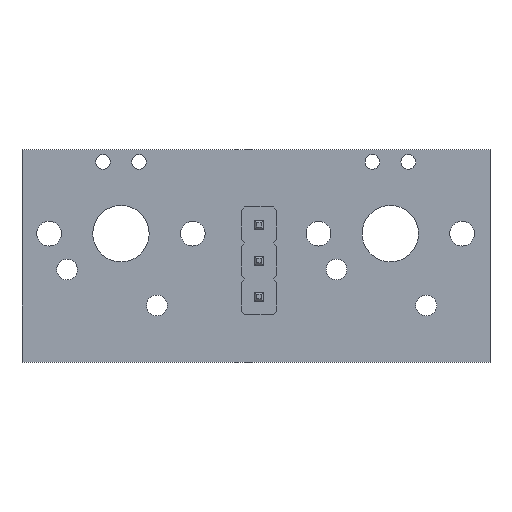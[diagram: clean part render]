
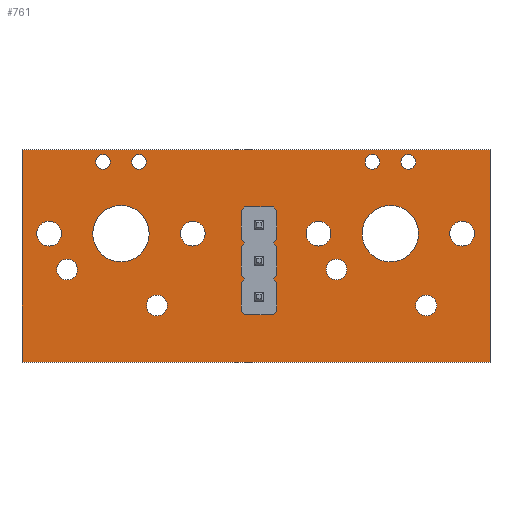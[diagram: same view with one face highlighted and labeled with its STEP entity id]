
A CAD part, top view. The second image highlights one B-rep face of the part: STEP entity #761.
In plain terms, the highlighted planar face has unit normal (0, 0, 1).
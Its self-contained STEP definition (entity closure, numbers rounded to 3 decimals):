
#81 = VERTEX_POINT('',#82);
#82 = CARTESIAN_POINT('',(181.,-99.,0.));
#99 = VERTEX_POINT('',#100);
#100 = CARTESIAN_POINT('',(181.,-114.,0.));
#106 = EDGE_CURVE('',#81,#99,#107,.T.);
#107 = LINE('',#108,#109);
#108 = CARTESIAN_POINT('',(181.,-99.,0.));
#109 = VECTOR('',#110,1.);
#110 = DIRECTION('',(0.,-1.,0.));
#130 = VERTEX_POINT('',#131);
#131 = CARTESIAN_POINT('',(214.1,-99.,0.));
#137 = EDGE_CURVE('',#81,#130,#138,.T.);
#138 = LINE('',#139,#140);
#139 = CARTESIAN_POINT('',(181.,-99.,0.));
#140 = VECTOR('',#141,1.);
#141 = DIRECTION('',(1.,0.,0.));
#152 = VERTEX_POINT('',#153);
#153 = CARTESIAN_POINT('',(214.1,-114.,0.));
#168 = EDGE_CURVE('',#152,#99,#169,.T.);
#169 = LINE('',#170,#171);
#170 = CARTESIAN_POINT('',(214.1,-114.,0.));
#171 = VECTOR('',#172,1.);
#172 = DIRECTION('',(-1.,0.,0.));
#190 = EDGE_CURVE('',#152,#130,#191,.T.);
#191 = LINE('',#192,#193);
#192 = CARTESIAN_POINT('',(214.1,-114.,0.));
#193 = VECTOR('',#194,1.);
#194 = DIRECTION('',(0.,1.,0.));
#205 = VERTEX_POINT('',#206);
#206 = CARTESIAN_POINT('',(206.3,-99.84,0.));
#222 = EDGE_CURVE('',#205,#205,#223,.T.);
#223 = CIRCLE('',#224,0.52);
#224 = AXIS2_PLACEMENT_3D('',#225,#226,#227);
#225 = CARTESIAN_POINT('',(205.78,-99.84,0.));
#226 = DIRECTION('',(0.,0.,1.));
#227 = DIRECTION('',(1.,0.,-0.));
#238 = VERTEX_POINT('',#239);
#239 = CARTESIAN_POINT('',(208.84,-99.84,0.));
#255 = EDGE_CURVE('',#238,#238,#256,.T.);
#256 = CIRCLE('',#257,0.52);
#257 = AXIS2_PLACEMENT_3D('',#258,#259,#260);
#258 = CARTESIAN_POINT('',(208.32,-99.84,0.));
#259 = DIRECTION('',(0.,0.,1.));
#260 = DIRECTION('',(1.,0.,-0.));
#271 = VERTEX_POINT('',#272);
#272 = CARTESIAN_POINT('',(209.044,-104.92,0.));
#288 = EDGE_CURVE('',#271,#271,#289,.T.);
#289 = CIRCLE('',#290,1.994);
#290 = AXIS2_PLACEMENT_3D('',#291,#292,#293);
#291 = CARTESIAN_POINT('',(207.05,-104.92,0.));
#292 = DIRECTION('',(0.,0.,1.));
#293 = DIRECTION('',(1.,0.,-0.));
#304 = VERTEX_POINT('',#305);
#305 = CARTESIAN_POINT('',(210.325,-110.,0.));
#321 = EDGE_CURVE('',#304,#304,#322,.T.);
#322 = CIRCLE('',#323,0.735);
#323 = AXIS2_PLACEMENT_3D('',#324,#325,#326);
#324 = CARTESIAN_POINT('',(209.59,-110.,0.));
#325 = DIRECTION('',(0.,0.,1.));
#326 = DIRECTION('',(1.,0.,-0.));
#337 = VERTEX_POINT('',#338);
#338 = CARTESIAN_POINT('',(198.26,-109.39,0.));
#354 = EDGE_CURVE('',#337,#337,#355,.T.);
#355 = CIRCLE('',#356,0.5);
#356 = AXIS2_PLACEMENT_3D('',#357,#358,#359);
#357 = CARTESIAN_POINT('',(197.76,-109.39,0.));
#358 = DIRECTION('',(0.,0.,1.));
#359 = DIRECTION('',(1.,0.,-0.));
#370 = VERTEX_POINT('',#371);
#371 = CARTESIAN_POINT('',(198.26,-106.85,0.));
#387 = EDGE_CURVE('',#370,#370,#388,.T.);
#388 = CIRCLE('',#389,0.5);
#389 = AXIS2_PLACEMENT_3D('',#390,#391,#392);
#390 = CARTESIAN_POINT('',(197.76,-106.85,0.));
#391 = DIRECTION('',(0.,0.,1.));
#392 = DIRECTION('',(1.,0.,-0.));
#403 = VERTEX_POINT('',#404);
#404 = CARTESIAN_POINT('',(203.975,-107.46,0.));
#420 = EDGE_CURVE('',#403,#403,#421,.T.);
#421 = CIRCLE('',#422,0.735);
#422 = AXIS2_PLACEMENT_3D('',#423,#424,#425);
#423 = CARTESIAN_POINT('',(203.24,-107.46,0.));
#424 = DIRECTION('',(0.,0.,1.));
#425 = DIRECTION('',(1.,0.,-0.));
#436 = VERTEX_POINT('',#437);
#437 = CARTESIAN_POINT('',(202.845,-104.92,0.));
#453 = EDGE_CURVE('',#436,#436,#454,.T.);
#454 = CIRCLE('',#455,0.875);
#455 = AXIS2_PLACEMENT_3D('',#456,#457,#458);
#456 = CARTESIAN_POINT('',(201.97,-104.92,0.));
#457 = DIRECTION('',(0.,0.,1.));
#458 = DIRECTION('',(1.,0.,-0.));
#469 = VERTEX_POINT('',#470);
#470 = CARTESIAN_POINT('',(198.26,-104.31,0.));
#486 = EDGE_CURVE('',#469,#469,#487,.T.);
#487 = CIRCLE('',#488,0.5);
#488 = AXIS2_PLACEMENT_3D('',#489,#490,#491);
#489 = CARTESIAN_POINT('',(197.76,-104.31,0.));
#490 = DIRECTION('',(0.,0.,1.));
#491 = DIRECTION('',(1.,0.,-0.));
#502 = VERTEX_POINT('',#503);
#503 = CARTESIAN_POINT('',(193.955,-104.92,0.));
#519 = EDGE_CURVE('',#502,#502,#520,.T.);
#520 = CIRCLE('',#521,0.875);
#521 = AXIS2_PLACEMENT_3D('',#522,#523,#524);
#522 = CARTESIAN_POINT('',(193.08,-104.92,0.));
#523 = DIRECTION('',(0.,0.,1.));
#524 = DIRECTION('',(1.,0.,-0.));
#535 = VERTEX_POINT('',#536);
#536 = CARTESIAN_POINT('',(189.994,-104.92,0.));
#552 = EDGE_CURVE('',#535,#535,#553,.T.);
#553 = CIRCLE('',#554,1.994);
#554 = AXIS2_PLACEMENT_3D('',#555,#556,#557);
#555 = CARTESIAN_POINT('',(188.,-104.92,0.));
#556 = DIRECTION('',(0.,0.,1.));
#557 = DIRECTION('',(1.,0.,-0.));
#568 = VERTEX_POINT('',#569);
#569 = CARTESIAN_POINT('',(189.79,-99.84,0.));
#585 = EDGE_CURVE('',#568,#568,#586,.T.);
#586 = CIRCLE('',#587,0.52);
#587 = AXIS2_PLACEMENT_3D('',#588,#589,#590);
#588 = CARTESIAN_POINT('',(189.27,-99.84,0.));
#589 = DIRECTION('',(0.,0.,1.));
#590 = DIRECTION('',(1.,0.,-0.));
#601 = VERTEX_POINT('',#602);
#602 = CARTESIAN_POINT('',(187.25,-99.84,0.));
#618 = EDGE_CURVE('',#601,#601,#619,.T.);
#619 = CIRCLE('',#620,0.52);
#620 = AXIS2_PLACEMENT_3D('',#621,#622,#623);
#621 = CARTESIAN_POINT('',(186.73,-99.84,0.));
#622 = DIRECTION('',(0.,0.,1.));
#623 = DIRECTION('',(1.,0.,-0.));
#634 = VERTEX_POINT('',#635);
#635 = CARTESIAN_POINT('',(191.275,-110.,0.));
#651 = EDGE_CURVE('',#634,#634,#652,.T.);
#652 = CIRCLE('',#653,0.735);
#653 = AXIS2_PLACEMENT_3D('',#654,#655,#656);
#654 = CARTESIAN_POINT('',(190.54,-110.,0.));
#655 = DIRECTION('',(0.,0.,1.));
#656 = DIRECTION('',(1.,0.,-0.));
#667 = VERTEX_POINT('',#668);
#668 = CARTESIAN_POINT('',(213.005,-104.92,0.));
#684 = EDGE_CURVE('',#667,#667,#685,.T.);
#685 = CIRCLE('',#686,0.875);
#686 = AXIS2_PLACEMENT_3D('',#687,#688,#689);
#687 = CARTESIAN_POINT('',(212.13,-104.92,0.));
#688 = DIRECTION('',(0.,0.,1.));
#689 = DIRECTION('',(1.,0.,-0.));
#700 = VERTEX_POINT('',#701);
#701 = CARTESIAN_POINT('',(183.795,-104.92,0.));
#717 = EDGE_CURVE('',#700,#700,#718,.T.);
#718 = CIRCLE('',#719,0.875);
#719 = AXIS2_PLACEMENT_3D('',#720,#721,#722);
#720 = CARTESIAN_POINT('',(182.92,-104.92,0.));
#721 = DIRECTION('',(0.,0.,1.));
#722 = DIRECTION('',(1.,0.,-0.));
#733 = VERTEX_POINT('',#734);
#734 = CARTESIAN_POINT('',(184.925,-107.46,0.));
#750 = EDGE_CURVE('',#733,#733,#751,.T.);
#751 = CIRCLE('',#752,0.735);
#752 = AXIS2_PLACEMENT_3D('',#753,#754,#755);
#753 = CARTESIAN_POINT('',(184.19,-107.46,0.));
#754 = DIRECTION('',(0.,0.,1.));
#755 = DIRECTION('',(1.,0.,-0.));
#761 = ADVANCED_FACE('',(#762,#768,#771,#774,#777,#780,#783,#786,#789,
    #792,#795,#798,#801,#804,#807,#810,#813,#816),#819,.T.);
#762 = FACE_BOUND('',#763,.T.);
#763 = EDGE_LOOP('',(#764,#765,#766,#767));
#764 = ORIENTED_EDGE('',*,*,#106,.T.);
#765 = ORIENTED_EDGE('',*,*,#168,.F.);
#766 = ORIENTED_EDGE('',*,*,#190,.T.);
#767 = ORIENTED_EDGE('',*,*,#137,.F.);
#768 = FACE_BOUND('',#769,.T.);
#769 = EDGE_LOOP('',(#770));
#770 = ORIENTED_EDGE('',*,*,#222,.F.);
#771 = FACE_BOUND('',#772,.T.);
#772 = EDGE_LOOP('',(#773));
#773 = ORIENTED_EDGE('',*,*,#255,.F.);
#774 = FACE_BOUND('',#775,.T.);
#775 = EDGE_LOOP('',(#776));
#776 = ORIENTED_EDGE('',*,*,#288,.F.);
#777 = FACE_BOUND('',#778,.T.);
#778 = EDGE_LOOP('',(#779));
#779 = ORIENTED_EDGE('',*,*,#321,.F.);
#780 = FACE_BOUND('',#781,.T.);
#781 = EDGE_LOOP('',(#782));
#782 = ORIENTED_EDGE('',*,*,#354,.F.);
#783 = FACE_BOUND('',#784,.T.);
#784 = EDGE_LOOP('',(#785));
#785 = ORIENTED_EDGE('',*,*,#387,.F.);
#786 = FACE_BOUND('',#787,.T.);
#787 = EDGE_LOOP('',(#788));
#788 = ORIENTED_EDGE('',*,*,#420,.F.);
#789 = FACE_BOUND('',#790,.T.);
#790 = EDGE_LOOP('',(#791));
#791 = ORIENTED_EDGE('',*,*,#453,.F.);
#792 = FACE_BOUND('',#793,.T.);
#793 = EDGE_LOOP('',(#794));
#794 = ORIENTED_EDGE('',*,*,#486,.F.);
#795 = FACE_BOUND('',#796,.T.);
#796 = EDGE_LOOP('',(#797));
#797 = ORIENTED_EDGE('',*,*,#519,.F.);
#798 = FACE_BOUND('',#799,.T.);
#799 = EDGE_LOOP('',(#800));
#800 = ORIENTED_EDGE('',*,*,#552,.F.);
#801 = FACE_BOUND('',#802,.T.);
#802 = EDGE_LOOP('',(#803));
#803 = ORIENTED_EDGE('',*,*,#585,.F.);
#804 = FACE_BOUND('',#805,.T.);
#805 = EDGE_LOOP('',(#806));
#806 = ORIENTED_EDGE('',*,*,#618,.F.);
#807 = FACE_BOUND('',#808,.T.);
#808 = EDGE_LOOP('',(#809));
#809 = ORIENTED_EDGE('',*,*,#651,.F.);
#810 = FACE_BOUND('',#811,.T.);
#811 = EDGE_LOOP('',(#812));
#812 = ORIENTED_EDGE('',*,*,#684,.F.);
#813 = FACE_BOUND('',#814,.T.);
#814 = EDGE_LOOP('',(#815));
#815 = ORIENTED_EDGE('',*,*,#717,.F.);
#816 = FACE_BOUND('',#817,.T.);
#817 = EDGE_LOOP('',(#818));
#818 = ORIENTED_EDGE('',*,*,#750,.F.);
#819 = PLANE('',#820);
#820 = AXIS2_PLACEMENT_3D('',#821,#822,#823);
#821 = CARTESIAN_POINT('',(197.55,-106.5,0.));
#822 = DIRECTION('',(0.,0.,1.));
#823 = DIRECTION('',(1.,0.,0.));
